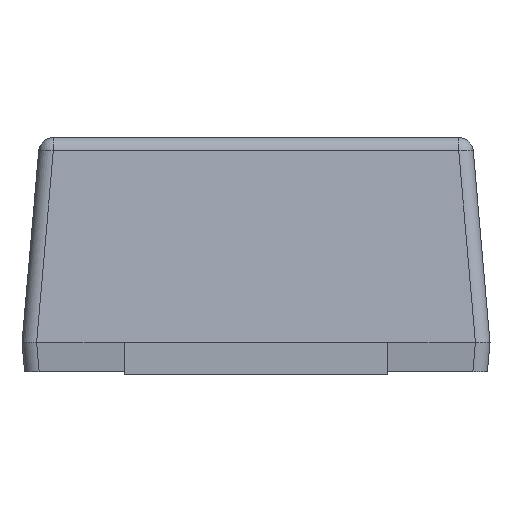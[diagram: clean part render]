
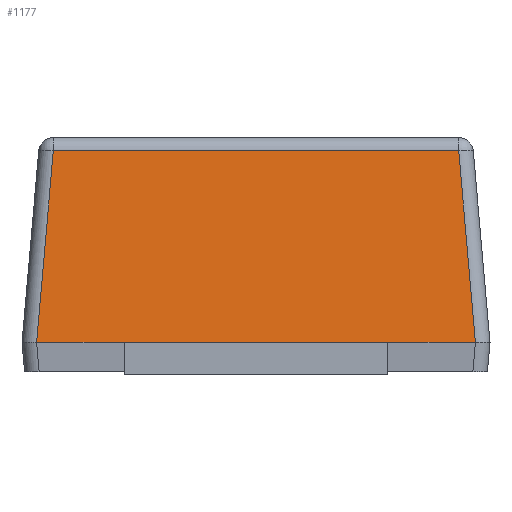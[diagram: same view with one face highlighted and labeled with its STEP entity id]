
A CAD part, left-side view. The second image highlights one B-rep face of the part: STEP entity #1177.
In plain terms, the highlighted planar face has unit normal (-0.996, 0, 0.087).
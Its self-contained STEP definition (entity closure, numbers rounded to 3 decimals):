
#15 = LINE ( 'NONE', #5279, #3770 ) ;
#105 = DIRECTION ( 'NONE',  ( 0., -1., 0. ) ) ;
#240 = LINE ( 'NONE', #3445, #2670 ) ;
#598 = CARTESIAN_POINT ( 'NONE',  ( -1.3, -0.75, 0. ) ) ;
#896 = DIRECTION ( 'NONE',  ( 0., -1., 0. ) ) ;
#945 = EDGE_CURVE ( 'NONE', #3513, #3869, #3124, .T. ) ;
#999 = DIRECTION ( 'NONE',  ( -0.087, 0.087, -0.992 ) ) ;
#1151 = VECTOR ( 'NONE', #4892, 1000. ) ;
#1177 = ADVANCED_FACE ( 'NONE', ( #5068 ), #3206, .T. ) ;
#1277 = CARTESIAN_POINT ( 'NONE',  ( -1.3, -0.45, 0. ) ) ;
#1311 = DIRECTION ( 'NONE',  ( 0., 1., 0. ) ) ;
#1327 = VECTOR ( 'NONE', #1311, 1000. ) ;
#1330 = LINE ( 'NONE', #3596, #2898 ) ;
#1342 = VERTEX_POINT ( 'NONE', #598 ) ;
#1557 = CARTESIAN_POINT ( 'NONE',  ( -1.3, 0.75, 0. ) ) ;
#1780 = VERTEX_POINT ( 'NONE', #1557 ) ;
#1875 = LINE ( 'NONE', #3530, #1151 ) ;
#1915 = DIRECTION ( 'NONE',  ( -0.996, 0., 0.087 ) ) ;
#1929 = CARTESIAN_POINT ( 'NONE',  ( -1.243, 0.693, 0.654 ) ) ;
#2311 = CARTESIAN_POINT ( 'NONE',  ( -1.3, 0.8, 0. ) ) ;
#2670 = VECTOR ( 'NONE', #5632, 1000. ) ;
#2728 = LINE ( 'NONE', #2311, #3130 ) ;
#2898 = VECTOR ( 'NONE', #999, 1000. ) ;
#3097 = EDGE_CURVE ( 'NONE', #1342, #3513, #240, .T. ) ;
#3118 = VERTEX_POINT ( 'NONE', #1277 ) ;
#3124 = LINE ( 'NONE', #5274, #1327 ) ;
#3130 = VECTOR ( 'NONE', #105, 1000. ) ;
#3206 = PLANE ( 'NONE',  #4049 ) ;
#3445 = CARTESIAN_POINT ( 'NONE',  ( -1.288, -0.739, 0.134 ) ) ;
#3482 = ORIENTED_EDGE ( 'NONE', *, *, #3097, .T. ) ;
#3513 = VERTEX_POINT ( 'NONE', #5599 ) ;
#3530 = CARTESIAN_POINT ( 'NONE',  ( -1.3, 0.8, 0. ) ) ;
#3596 = CARTESIAN_POINT ( 'NONE',  ( -1.3, 0.751, -0.004 ) ) ;
#3711 = DIRECTION ( 'NONE',  ( 0.087, 0., 0.996 ) ) ;
#3770 = VECTOR ( 'NONE', #896, 1000. ) ;
#3869 = VERTEX_POINT ( 'NONE', #1929 ) ;
#3881 = CARTESIAN_POINT ( 'NONE',  ( -1.3, 0.45, 0. ) ) ;
#3941 = ORIENTED_EDGE ( 'NONE', *, *, #4349, .T. ) ;
#3974 = EDGE_CURVE ( 'NONE', #1780, #5180, #15, .T. ) ;
#4049 = AXIS2_PLACEMENT_3D ( 'NONE', #4088, #1915, #3711 ) ;
#4057 = EDGE_LOOP ( 'NONE', ( #3941, #3482, #4090, #4751, #5445, #4490 ) ) ;
#4088 = CARTESIAN_POINT ( 'NONE',  ( -1.3, 0.8, 0. ) ) ;
#4090 = ORIENTED_EDGE ( 'NONE', *, *, #945, .T. ) ;
#4349 = EDGE_CURVE ( 'NONE', #3118, #1342, #2728, .T. ) ;
#4490 = ORIENTED_EDGE ( 'NONE', *, *, #5610, .T. ) ;
#4751 = ORIENTED_EDGE ( 'NONE', *, *, #4922, .T. ) ;
#4892 = DIRECTION ( 'NONE',  ( 0., -1., 0. ) ) ;
#4922 = EDGE_CURVE ( 'NONE', #3869, #1780, #1330, .T. ) ;
#5068 = FACE_OUTER_BOUND ( 'NONE', #4057, .T. ) ;
#5180 = VERTEX_POINT ( 'NONE', #3881 ) ;
#5274 = CARTESIAN_POINT ( 'NONE',  ( -1.243, 0.739, 0.654 ) ) ;
#5279 = CARTESIAN_POINT ( 'NONE',  ( -1.3, 0.8, 0. ) ) ;
#5445 = ORIENTED_EDGE ( 'NONE', *, *, #3974, .T. ) ;
#5599 = CARTESIAN_POINT ( 'NONE',  ( -1.243, -0.693, 0.654 ) ) ;
#5610 = EDGE_CURVE ( 'NONE', #5180, #3118, #1875, .T. ) ;
#5632 = DIRECTION ( 'NONE',  ( 0.087, 0.087, 0.992 ) ) ;
